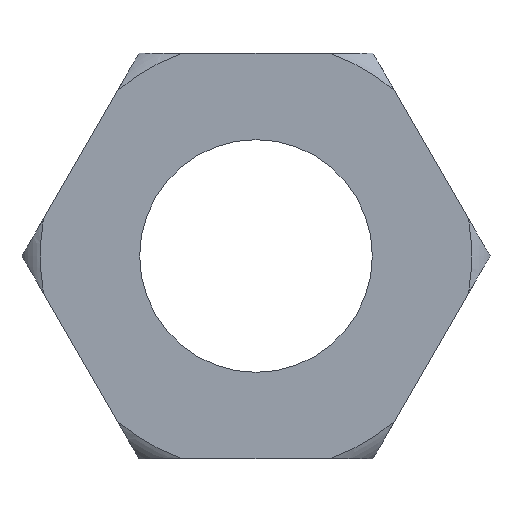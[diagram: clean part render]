
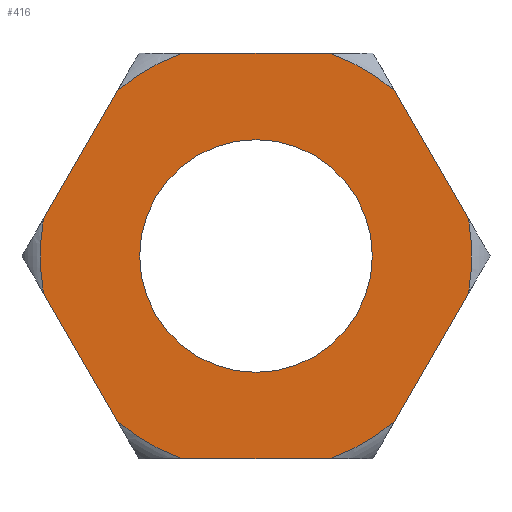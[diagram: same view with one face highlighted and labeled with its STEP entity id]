
A CAD part, front view. The second image highlights one B-rep face of the part: STEP entity #416.
In plain terms, the highlighted planar face has unit normal (0, -1, 0).
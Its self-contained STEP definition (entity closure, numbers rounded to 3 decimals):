
#4 = VECTOR ( 'NONE', #201, 1000. ) ;
#11 = VECTOR ( 'NONE', #299, 1000. ) ;
#15 = LINE ( 'NONE', #232, #11 ) ;
#22 = DIRECTION ( 'NONE',  ( 0., -1., 0. ) ) ;
#24 = VECTOR ( 'NONE', #815, 1000. ) ;
#30 = LINE ( 'NONE', #249, #4 ) ;
#34 = CIRCLE ( 'NONE', #329, 5.75 ) ;
#36 = EDGE_CURVE ( 'NONE', #422, #262, #172, .T. ) ;
#41 = LINE ( 'NONE', #518, #24 ) ;
#45 = DIRECTION ( 'NONE',  ( 0., -1., 0. ) ) ;
#55 = CARTESIAN_POINT ( 'NONE',  ( 0., 0., 0. ) ) ;
#59 = DIRECTION ( 'NONE',  ( 0., 0., -1. ) ) ;
#70 = CARTESIAN_POINT ( 'NONE',  ( 0., 0., 0. ) ) ;
#87 = FACE_OUTER_BOUND ( 'NONE', #280, .T. ) ;
#89 = FACE_BOUND ( 'NONE', #540, .T. ) ;
#102 = EDGE_CURVE ( 'NONE', #423, #391, #164, .T. ) ;
#113 = CARTESIAN_POINT ( 'NONE',  ( -5.664, 0., -0.989 ) ) ;
#119 = CARTESIAN_POINT ( 'NONE',  ( -3.689, 0., 4.411 ) ) ;
#126 = CARTESIAN_POINT ( 'NONE',  ( 1.975, 0., 5.4 ) ) ;
#128 = CARTESIAN_POINT ( 'NONE',  ( -1.975, 0., -5.4 ) ) ;
#139 = VECTOR ( 'NONE', #319, 1000. ) ;
#142 = LINE ( 'NONE', #453, #139 ) ;
#143 = EDGE_CURVE ( 'NONE', #452, #631, #153, .T. ) ;
#152 = CIRCLE ( 'NONE', #524, 5.75 ) ;
#153 = CIRCLE ( 'NONE', #552, 5.75 ) ;
#160 = CARTESIAN_POINT ( 'NONE',  ( 0., 0., 0. ) ) ;
#164 = CIRCLE ( 'NONE', #573, 3.1 ) ;
#172 = CIRCLE ( 'NONE', #587, 5.75 ) ;
#183 = DIRECTION ( 'NONE',  ( 0., -1., 0. ) ) ;
#187 = DIRECTION ( 'NONE',  ( 0., 0., -1. ) ) ;
#198 = CARTESIAN_POINT ( 'NONE',  ( 3.689, 0., -4.411 ) ) ;
#200 = ORIENTED_EDGE ( 'NONE', *, *, #260, .T. ) ;
#201 = DIRECTION ( 'NONE',  ( -0.5, 0., -0.866 ) ) ;
#215 = EDGE_CURVE ( 'NONE', #610, #242, #142, .T. ) ;
#232 = CARTESIAN_POINT ( 'NONE',  ( 3.118, 0., 5.4 ) ) ;
#233 = CARTESIAN_POINT ( 'NONE',  ( 0., 0., -3.1 ) ) ;
#235 = CARTESIAN_POINT ( 'NONE',  ( 0., 0., 0. ) ) ;
#242 = VERTEX_POINT ( 'NONE', #800 ) ;
#249 = CARTESIAN_POINT ( 'NONE',  ( -6.235, 0., 0. ) ) ;
#250 = ORIENTED_EDGE ( 'NONE', *, *, #763, .T. ) ;
#257 = DIRECTION ( 'NONE',  ( 0., -1., 0. ) ) ;
#260 = EDGE_CURVE ( 'NONE', #720, #480, #152, .T. ) ;
#262 = VERTEX_POINT ( 'NONE', #128 ) ;
#265 = AXIS2_PLACEMENT_3D ( 'NONE', #589, #594, #583 ) ;
#270 = AXIS2_PLACEMENT_3D ( 'NONE', #628, #626, #622 ) ;
#280 = EDGE_LOOP ( 'NONE', ( #370, #643, #825, #200, #250, #442, #623, #580, #747, #553, #501, #807 ) ) ;
#284 = VERTEX_POINT ( 'NONE', #676 ) ;
#299 = DIRECTION ( 'NONE',  ( -0.5, 0., 0.866 ) ) ;
#301 = AXIS2_PLACEMENT_3D ( 'NONE', #55, #45, #59 ) ;
#303 = DIRECTION ( 'NONE',  ( 0., 0., 1. ) ) ;
#304 = VERTEX_POINT ( 'NONE', #316 ) ;
#307 = CARTESIAN_POINT ( 'NONE',  ( 3.689, 0., 4.411 ) ) ;
#309 = CARTESIAN_POINT ( 'NONE',  ( 0., 0., 0. ) ) ;
#316 = CARTESIAN_POINT ( 'NONE',  ( 1.975, 0., -5.4 ) ) ;
#319 = DIRECTION ( 'NONE',  ( 0.5, 0., 0.866 ) ) ;
#327 = DIRECTION ( 'NONE',  ( 0., 1., 0. ) ) ;
#329 = AXIS2_PLACEMENT_3D ( 'NONE', #160, #183, #778 ) ;
#341 = CARTESIAN_POINT ( 'NONE',  ( -5.664, 0., 0.989 ) ) ;
#365 = VERTEX_POINT ( 'NONE', #119 ) ;
#370 = ORIENTED_EDGE ( 'NONE', *, *, #817, .T. ) ;
#391 = VERTEX_POINT ( 'NONE', #233 ) ;
#408 = AXIS2_PLACEMENT_3D ( 'NONE', #235, #724, #303 ) ;
#416 = ADVANCED_FACE ( 'NONE', ( #89, #87 ), #651, .F. ) ;
#422 = VERTEX_POINT ( 'NONE', #654 ) ;
#423 = VERTEX_POINT ( 'NONE', #428 ) ;
#428 = CARTESIAN_POINT ( 'NONE',  ( 0., 0., 3.1 ) ) ;
#442 = ORIENTED_EDGE ( 'NONE', *, *, #36, .T. ) ;
#451 = CIRCLE ( 'NONE', #270, 5.75 ) ;
#452 = VERTEX_POINT ( 'NONE', #307 ) ;
#453 = CARTESIAN_POINT ( 'NONE',  ( 6.235, 0., 0. ) ) ;
#480 = VERTEX_POINT ( 'NONE', #113 ) ;
#488 = VERTEX_POINT ( 'NONE', #719 ) ;
#497 = LINE ( 'NONE', #576, #499 ) ;
#499 = VECTOR ( 'NONE', #574, 1000. ) ;
#501 = ORIENTED_EDGE ( 'NONE', *, *, #711, .T. ) ;
#508 = DIRECTION ( 'NONE',  ( 0., -1., 0. ) ) ;
#516 = ORIENTED_EDGE ( 'NONE', *, *, #808, .T. ) ;
#518 = CARTESIAN_POINT ( 'NONE',  ( 3.118, 0., -5.4 ) ) ;
#524 = AXIS2_PLACEMENT_3D ( 'NONE', #70, #508, #598 ) ;
#525 = CIRCLE ( 'NONE', #265, 3.1 ) ;
#540 = EDGE_LOOP ( 'NONE', ( #516, #588 ) ) ;
#552 = AXIS2_PLACEMENT_3D ( 'NONE', #677, #257, #751 ) ;
#553 = ORIENTED_EDGE ( 'NONE', *, *, #732, .T. ) ;
#573 = AXIS2_PLACEMENT_3D ( 'NONE', #755, #327, #811 ) ;
#574 = DIRECTION ( 'NONE',  ( -1., 0., 0. ) ) ;
#576 = CARTESIAN_POINT ( 'NONE',  ( -3.118, 0., 5.4 ) ) ;
#580 = ORIENTED_EDGE ( 'NONE', *, *, #791, .T. ) ;
#583 = DIRECTION ( 'NONE',  ( 0., 0., -1. ) ) ;
#587 = AXIS2_PLACEMENT_3D ( 'NONE', #309, #22, #187 ) ;
#588 = ORIENTED_EDGE ( 'NONE', *, *, #102, .T. ) ;
#589 = CARTESIAN_POINT ( 'NONE',  ( 0., 0., 0. ) ) ;
#594 = DIRECTION ( 'NONE',  ( 0., 1., 0. ) ) ;
#598 = DIRECTION ( 'NONE',  ( 0., 0., -1. ) ) ;
#610 = VERTEX_POINT ( 'NONE', #198 ) ;
#622 = DIRECTION ( 'NONE',  ( 0., 0., -1. ) ) ;
#623 = ORIENTED_EDGE ( 'NONE', *, *, #688, .T. ) ;
#626 = DIRECTION ( 'NONE',  ( 0., -1., 0. ) ) ;
#628 = CARTESIAN_POINT ( 'NONE',  ( 0., 0., 0. ) ) ;
#631 = VERTEX_POINT ( 'NONE', #126 ) ;
#643 = ORIENTED_EDGE ( 'NONE', *, *, #744, .T. ) ;
#651 = PLANE ( 'NONE',  #408 ) ;
#654 = CARTESIAN_POINT ( 'NONE',  ( -3.689, 0., -4.411 ) ) ;
#676 = CARTESIAN_POINT ( 'NONE',  ( -1.975, 0., 5.4 ) ) ;
#677 = CARTESIAN_POINT ( 'NONE',  ( 0., 0., 0. ) ) ;
#688 = EDGE_CURVE ( 'NONE', #262, #304, #41, .T. ) ;
#695 = VECTOR ( 'NONE', #829, 1000. ) ;
#711 = EDGE_CURVE ( 'NONE', #488, #452, #15, .T. ) ;
#715 = LINE ( 'NONE', #833, #695 ) ;
#719 = CARTESIAN_POINT ( 'NONE',  ( 5.664, 0., 0.989 ) ) ;
#720 = VERTEX_POINT ( 'NONE', #341 ) ;
#724 = DIRECTION ( 'NONE',  ( 0., 1., 0. ) ) ;
#730 = EDGE_CURVE ( 'NONE', #365, #720, #30, .T. ) ;
#732 = EDGE_CURVE ( 'NONE', #242, #488, #34, .T. ) ;
#744 = EDGE_CURVE ( 'NONE', #284, #365, #847, .T. ) ;
#747 = ORIENTED_EDGE ( 'NONE', *, *, #215, .T. ) ;
#751 = DIRECTION ( 'NONE',  ( 0., 0., -1. ) ) ;
#755 = CARTESIAN_POINT ( 'NONE',  ( 0., 0., 0. ) ) ;
#763 = EDGE_CURVE ( 'NONE', #480, #422, #715, .T. ) ;
#778 = DIRECTION ( 'NONE',  ( 0., 0., -1. ) ) ;
#791 = EDGE_CURVE ( 'NONE', #304, #610, #451, .T. ) ;
#800 = CARTESIAN_POINT ( 'NONE',  ( 5.664, 0., -0.989 ) ) ;
#807 = ORIENTED_EDGE ( 'NONE', *, *, #143, .T. ) ;
#808 = EDGE_CURVE ( 'NONE', #391, #423, #525, .T. ) ;
#811 = DIRECTION ( 'NONE',  ( 0., 0., -1. ) ) ;
#815 = DIRECTION ( 'NONE',  ( 1., 0., 0. ) ) ;
#817 = EDGE_CURVE ( 'NONE', #631, #284, #497, .T. ) ;
#825 = ORIENTED_EDGE ( 'NONE', *, *, #730, .T. ) ;
#829 = DIRECTION ( 'NONE',  ( 0.5, 0., -0.866 ) ) ;
#833 = CARTESIAN_POINT ( 'NONE',  ( -3.118, 0., -5.4 ) ) ;
#847 = CIRCLE ( 'NONE', #301, 5.75 ) ;
